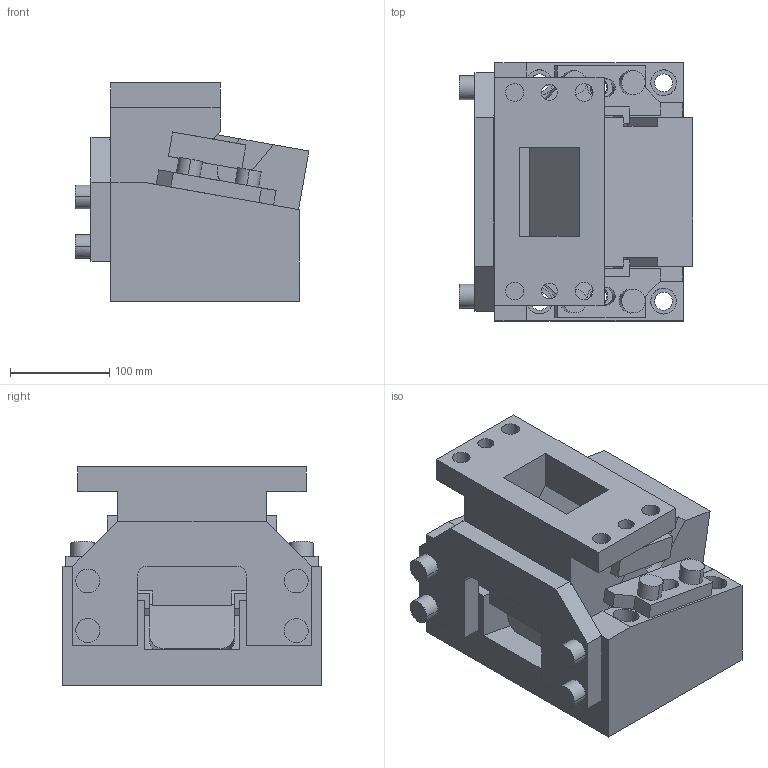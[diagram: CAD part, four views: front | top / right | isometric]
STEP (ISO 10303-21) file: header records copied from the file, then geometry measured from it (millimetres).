
FILE_DESCRIPTION(('CATIA V5 STEP Exchange'),'2;1');
FILE_NAME('CDCA_150_10_45.stp','2018-09-13T14:37:34+00:00',('none'),('none'),'CATIA Version 5 Release 20 GA (IN-10)','CATIA V5 STEP AP203','none');
FILE_SCHEMA(('CONFIG_CONTROL_DESIGN'));
Length unit declared in the file: millimetre
Products named in the file (1): CDCA_150_10_45
Bounding box: 235.55 x 260 x 220 mm (x, y, z)
Volume: 7506403.7 mm3; surface area: 594565.4 mm2
Topology: 3 solids, 3 shells, 224 faces, 573 edges, 376 vertices
Faces by surface type: plane 144, cylinder 80
Entity records: 7868 total; most frequent: CARTESIAN_POINT 3087, ORIENTED_EDGE 1146, DIRECTION 647, EDGE_CURVE 573, VERTEX_POINT 376, B_SPLINE_CURVE_WITH_KNOTS 348, AXIS2_PLACEMENT_3D 315, EDGE_LOOP 271
